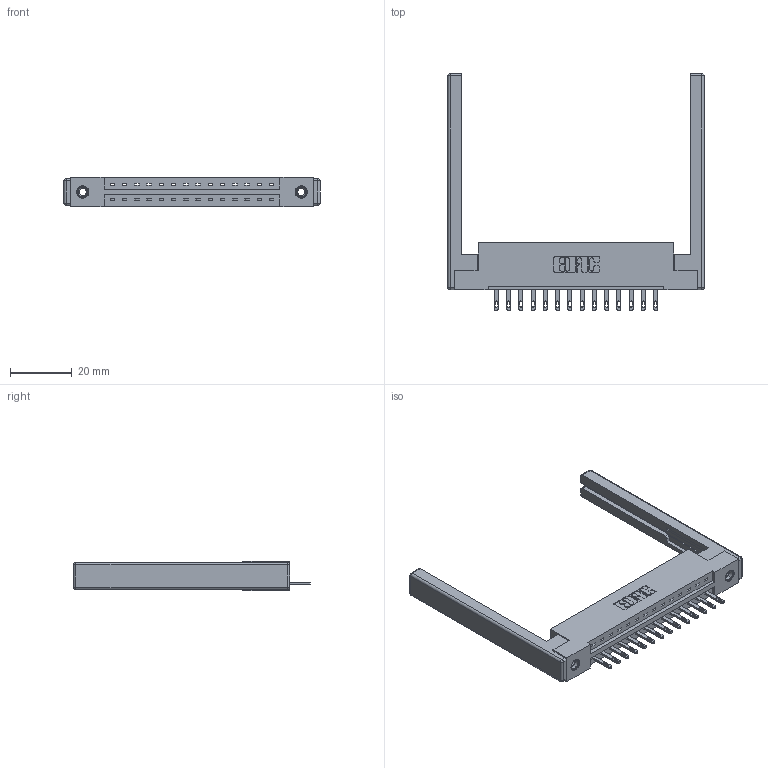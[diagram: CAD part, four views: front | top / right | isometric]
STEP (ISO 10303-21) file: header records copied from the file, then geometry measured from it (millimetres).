
FILE_DESCRIPTION (( 'STEP AP203' ), '1' );
FILE_NAME ('337-014-500-168.STEP', '2019-09-28T02:51:20', ( '' ), ( '' ), 'SwSTEP 2.0', 'SolidWorks 2016', '' );
FILE_SCHEMA (( 'CONFIG_CONTROL_DESIGN' ));
Length unit declared in the file: inch
Products named in the file (5): 307-220-068; 345-250-001_345-250-001-102; 345-292-001_345-293-100; 337-014-500-168; 337 Part_Flush Mounting Lugs - 0.156 Dia-TI
Assembly tree (19 placements, depth 2):
  337-014-500-168
    337 Part_Flush Mounting Lugs - 0.156 Dia-TI
    345-292-001_345-293-100  x14
    345-250-001_345-250-001-102  x2
    307-220-068  x2
Bounding box: 82.91 x 76.59 x 9.4 mm (x, y, z)
Volume: 12666.1 mm3; surface area: 12520.9 mm2
Topology: 19 solids, 19 shells, 1080 faces, 3221 edges, 2126 vertices
Faces by surface type: plane 718, cylinder 338, cone 12, sphere 8, torus 4
Entity records: 16718 total; most frequent: CARTESIAN_POINT 2865, ORIENTED_EDGE 2804, DIRECTION 2544, EDGE_CURVE 1402, LINE 1220, VECTOR 1220, VERTEX_POINT 926, AXIS2_PLACEMENT_3D 662
